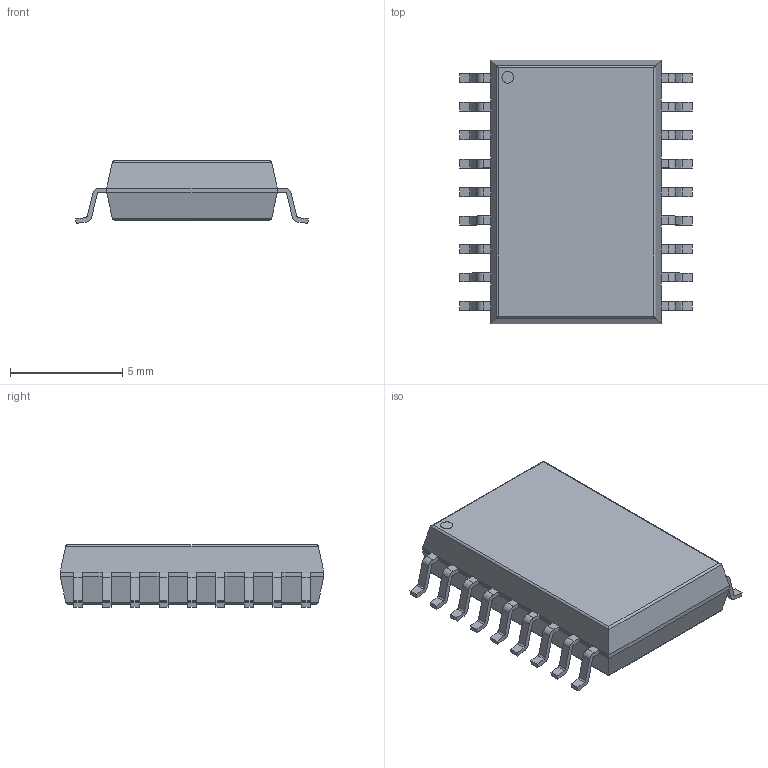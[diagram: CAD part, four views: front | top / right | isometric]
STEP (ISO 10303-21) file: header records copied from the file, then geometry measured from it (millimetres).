
FILE_DESCRIPTION((' '),'2;1');
FILE_NAME( 'SOIC127P1032X265-18N.stp', '2023-07-05T15:57:39', (' '), ('--- Datakit www.datakit.com---'), ' Datakit CrossCadWare V2023.2 Mar 22 2023', 'DATAKIT 2023 (c)', ' ');
FILE_SCHEMA(('AP242_MANAGED_MODEL_BASED_3D_ENGINEERING_MIM_LF { 1 0 10303 442 1 1 4 }'));
Length unit declared in the file: millimetre
Products named in the file (1): SOIC127P1032X265-18N
Bounding box: 10.38 x 11.75 x 2.8 mm (x, y, z)
Volume: 227.8 mm3; surface area: 309.3 mm2
Topology: 1 solids, 1 shells, 276 faces, 731 edges, 458 vertices
Faces by surface type: plane 195, cylinder 81
Full cylindrical faces by diameter (mm): 0.527 x1
Entity records: 8718 total; most frequent: CARTESIAN_POINT 1465, ORIENTED_EDGE 1460, DIRECTION 1438, EDGE_CURVE 730, VECTOR 576, LINE 576, VERTEX_POINT 458, AXIS2_PLACEMENT_3D 431
